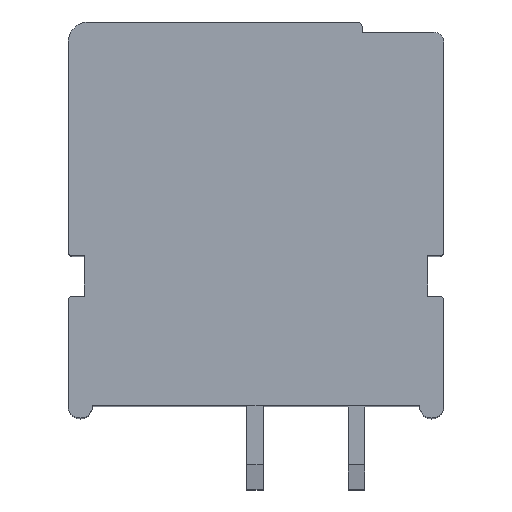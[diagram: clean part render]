
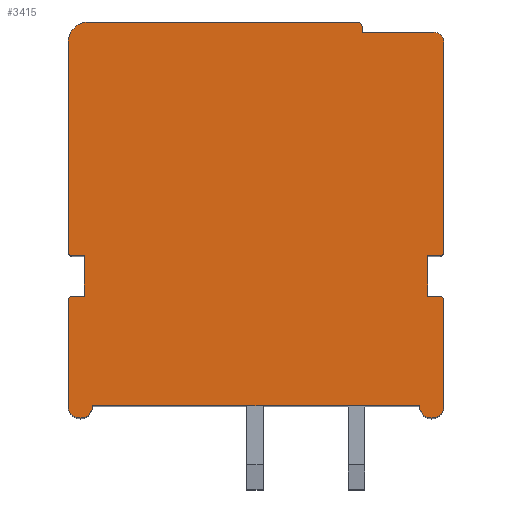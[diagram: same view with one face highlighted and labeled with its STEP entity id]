
A CAD part, top view. The second image highlights one B-rep face of the part: STEP entity #3415.
In plain terms, the highlighted planar face has unit normal (0, 0, 1).
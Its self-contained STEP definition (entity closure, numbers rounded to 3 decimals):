
#536=CARTESIAN_POINT('',(8.75,8.75,4.7));
#537=DIRECTION('',(0.,0.,1.));
#538=DIRECTION('',(1.,0.,0.));
#539=AXIS2_PLACEMENT_3D('',#536,#537,#538);
#541=DIRECTION('',(0.,1.,0.));
#542=VECTOR('',#541,10.3);
#543=CARTESIAN_POINT('',(9.25,-1.55,4.7));
#544=LINE('',#543,#542);
#545=CARTESIAN_POINT('',(9.05,-1.55,4.7));
#546=DIRECTION('',(0.,0.,1.));
#547=DIRECTION('',(0.,-1.,0.));
#548=AXIS2_PLACEMENT_3D('',#545,#546,#547);
#550=DIRECTION('',(1.,0.,0.));
#551=VECTOR('',#550,0.6);
#552=CARTESIAN_POINT('',(8.45,-1.75,4.7));
#553=LINE('',#552,#551);
#554=DIRECTION('',(0.,1.,0.));
#555=VECTOR('',#554,2.);
#556=CARTESIAN_POINT('',(8.45,-3.75,4.7));
#557=LINE('',#556,#555);
#558=DIRECTION('',(-1.,0.,0.));
#559=VECTOR('',#558,0.6);
#560=CARTESIAN_POINT('',(9.05,-3.75,4.7));
#561=LINE('',#560,#559);
#562=CARTESIAN_POINT('',(9.05,-3.95,4.7));
#563=DIRECTION('',(0.,0.,1.));
#564=DIRECTION('',(1.,0.,0.));
#565=AXIS2_PLACEMENT_3D('',#562,#563,#564);
#567=DIRECTION('',(0.,1.,0.));
#568=VECTOR('',#567,5.2);
#569=CARTESIAN_POINT('',(9.25,-9.15,4.7));
#570=LINE('',#569,#568);
#571=CARTESIAN_POINT('',(8.65,-9.15,4.7));
#572=DIRECTION('',(0.,0.,1.));
#573=DIRECTION('',(-1.,0.,0.));
#574=AXIS2_PLACEMENT_3D('',#571,#572,#573);
#576=DIRECTION('',(1.,0.,0.));
#577=VECTOR('',#576,16.1);
#578=CARTESIAN_POINT('',(-8.05,-9.15,4.7));
#579=LINE('',#578,#577);
#580=CARTESIAN_POINT('',(-8.65,-9.15,4.7));
#581=DIRECTION('',(0.,0.,1.));
#582=DIRECTION('',(-1.,0.,0.));
#583=AXIS2_PLACEMENT_3D('',#580,#581,#582);
#585=DIRECTION('',(0.,-1.,0.));
#586=VECTOR('',#585,5.2);
#587=CARTESIAN_POINT('',(-9.25,-3.95,4.7));
#588=LINE('',#587,#586);
#589=CARTESIAN_POINT('',(-9.05,-3.95,4.7));
#590=DIRECTION('',(0.,0.,1.));
#591=DIRECTION('',(0.,1.,0.));
#592=AXIS2_PLACEMENT_3D('',#589,#590,#591);
#594=DIRECTION('',(-1.,0.,0.));
#595=VECTOR('',#594,0.6);
#596=CARTESIAN_POINT('',(-8.45,-3.75,4.7));
#597=LINE('',#596,#595);
#598=DIRECTION('',(0.,-1.,0.));
#599=VECTOR('',#598,2.);
#600=CARTESIAN_POINT('',(-8.45,-1.75,4.7));
#601=LINE('',#600,#599);
#602=DIRECTION('',(1.,0.,0.));
#603=VECTOR('',#602,0.6);
#604=CARTESIAN_POINT('',(-9.05,-1.75,4.7));
#605=LINE('',#604,#603);
#606=CARTESIAN_POINT('',(-9.05,-1.55,4.7));
#607=DIRECTION('',(0.,0.,1.));
#608=DIRECTION('',(-1.,0.,0.));
#609=AXIS2_PLACEMENT_3D('',#606,#607,#608);
#611=DIRECTION('',(0.,-1.,0.));
#612=VECTOR('',#611,10.3);
#613=CARTESIAN_POINT('',(-9.25,8.75,4.7));
#614=LINE('',#613,#612);
#615=CARTESIAN_POINT('',(-8.25,8.75,4.7));
#616=DIRECTION('',(0.,0.,1.));
#617=DIRECTION('',(0.,1.,0.));
#618=AXIS2_PLACEMENT_3D('',#615,#616,#617);
#620=DIRECTION('',(-1.,0.,0.));
#621=VECTOR('',#620,13.2);
#622=CARTESIAN_POINT('',(4.95,9.75,4.7));
#623=LINE('',#622,#621);
#624=CARTESIAN_POINT('',(4.95,9.45,4.7));
#625=DIRECTION('',(0.,0.,1.));
#626=DIRECTION('',(1.,0.,0.));
#627=AXIS2_PLACEMENT_3D('',#624,#625,#626);
#629=DIRECTION('',(0.,1.,0.));
#630=VECTOR('',#629,0.2);
#631=CARTESIAN_POINT('',(5.25,9.25,4.7));
#632=LINE('',#631,#630);
#633=DIRECTION('',(-1.,0.,0.));
#634=VECTOR('',#633,3.5);
#635=CARTESIAN_POINT('',(8.75,9.25,4.7));
#636=LINE('',#635,#634);
#2153=CARTESIAN_POINT('',(9.25,8.75,4.7));
#2154=CARTESIAN_POINT('',(8.75,9.25,4.7));
#2155=VERTEX_POINT('',#2153);
#2156=VERTEX_POINT('',#2154);
#2157=CARTESIAN_POINT('',(5.25,9.25,4.7));
#2158=VERTEX_POINT('',#2157);
#2159=CARTESIAN_POINT('',(5.25,9.45,4.7));
#2160=VERTEX_POINT('',#2159);
#2161=CARTESIAN_POINT('',(4.95,9.75,4.7));
#2162=VERTEX_POINT('',#2161);
#2163=CARTESIAN_POINT('',(-8.25,9.75,4.7));
#2164=VERTEX_POINT('',#2163);
#2165=CARTESIAN_POINT('',(-9.25,8.75,4.7));
#2166=VERTEX_POINT('',#2165);
#2167=CARTESIAN_POINT('',(-9.25,-1.55,4.7));
#2168=VERTEX_POINT('',#2167);
#2169=CARTESIAN_POINT('',(-9.05,-1.75,4.7));
#2170=VERTEX_POINT('',#2169);
#2171=CARTESIAN_POINT('',(-8.45,-1.75,4.7));
#2172=VERTEX_POINT('',#2171);
#2173=CARTESIAN_POINT('',(-8.45,-3.75,4.7));
#2174=VERTEX_POINT('',#2173);
#2175=CARTESIAN_POINT('',(-9.05,-3.75,4.7));
#2176=VERTEX_POINT('',#2175);
#2177=CARTESIAN_POINT('',(-9.25,-3.95,4.7));
#2178=VERTEX_POINT('',#2177);
#2179=CARTESIAN_POINT('',(-9.25,-9.15,4.7));
#2180=VERTEX_POINT('',#2179);
#2181=CARTESIAN_POINT('',(-8.05,-9.15,4.7));
#2182=VERTEX_POINT('',#2181);
#2183=CARTESIAN_POINT('',(8.05,-9.15,4.7));
#2184=VERTEX_POINT('',#2183);
#2185=CARTESIAN_POINT('',(9.25,-9.15,4.7));
#2186=VERTEX_POINT('',#2185);
#2187=CARTESIAN_POINT('',(9.25,-3.95,4.7));
#2188=VERTEX_POINT('',#2187);
#2189=CARTESIAN_POINT('',(9.05,-3.75,4.7));
#2190=VERTEX_POINT('',#2189);
#2191=CARTESIAN_POINT('',(8.45,-3.75,4.7));
#2192=VERTEX_POINT('',#2191);
#2193=CARTESIAN_POINT('',(8.45,-1.75,4.7));
#2194=VERTEX_POINT('',#2193);
#2195=CARTESIAN_POINT('',(9.05,-1.75,4.7));
#2196=VERTEX_POINT('',#2195);
#2197=CARTESIAN_POINT('',(9.25,-1.55,4.7));
#2198=VERTEX_POINT('',#2197);
#3385=CARTESIAN_POINT('',(0.,0.,4.7));
#3386=DIRECTION('',(0.,0.,1.));
#3387=DIRECTION('',(1.,0.,0.));
#3388=AXIS2_PLACEMENT_3D('',#3385,#3386,#3387);
#3389=PLANE('',#3388);
#3390=ORIENTED_EDGE('',*,*,#2841,.F.);
#3391=ORIENTED_EDGE('',*,*,#2856,.F.);
#3392=ORIENTED_EDGE('',*,*,#2870,.F.);
#3393=ORIENTED_EDGE('',*,*,#2884,.F.);
#3394=ORIENTED_EDGE('',*,*,#2898,.F.);
#3395=ORIENTED_EDGE('',*,*,#2912,.F.);
#3396=ORIENTED_EDGE('',*,*,#2926,.F.);
#3397=ORIENTED_EDGE('',*,*,#2940,.F.);
#3398=ORIENTED_EDGE('',*,*,#2954,.F.);
#3399=ORIENTED_EDGE('',*,*,#2968,.F.);
#3400=ORIENTED_EDGE('',*,*,#3082,.F.);
#3401=ORIENTED_EDGE('',*,*,#3096,.F.);
#3402=ORIENTED_EDGE('',*,*,#3110,.F.);
#3403=ORIENTED_EDGE('',*,*,#3124,.F.);
#3404=ORIENTED_EDGE('',*,*,#3138,.F.);
#3405=ORIENTED_EDGE('',*,*,#3152,.F.);
#3406=ORIENTED_EDGE('',*,*,#3166,.F.);
#3407=ORIENTED_EDGE('',*,*,#3180,.F.);
#3408=ORIENTED_EDGE('',*,*,#3194,.F.);
#3409=ORIENTED_EDGE('',*,*,#3208,.F.);
#3410=ORIENTED_EDGE('',*,*,#3302,.F.);
#3411=ORIENTED_EDGE('',*,*,#3316,.F.);
#3412=ORIENTED_EDGE('',*,*,#3329,.F.);
#3413=EDGE_LOOP('',(#3390,#3391,#3392,#3393,#3394,#3395,#3396,#3397,#3398,#3399,
#3400,#3401,#3402,#3403,#3404,#3405,#3406,#3407,#3408,#3409,#3410,#3411,#3412));
#3414=FACE_OUTER_BOUND('',#3413,.F.);
#540=CIRCLE('',#539,0.5);
#549=CIRCLE('',#548,0.2);
#566=CIRCLE('',#565,0.2);
#575=CIRCLE('',#574,0.6);
#584=CIRCLE('',#583,0.6);
#593=CIRCLE('',#592,0.2);
#610=CIRCLE('',#609,0.2);
#619=CIRCLE('',#618,1.);
#628=CIRCLE('',#627,0.3);
#2841=EDGE_CURVE('',#2155,#2156,#540,.T.);
#2856=EDGE_CURVE('',#2198,#2155,#544,.T.);
#2870=EDGE_CURVE('',#2196,#2198,#549,.T.);
#2884=EDGE_CURVE('',#2194,#2196,#553,.T.);
#2898=EDGE_CURVE('',#2192,#2194,#557,.T.);
#2912=EDGE_CURVE('',#2190,#2192,#561,.T.);
#2926=EDGE_CURVE('',#2188,#2190,#566,.T.);
#2940=EDGE_CURVE('',#2186,#2188,#570,.T.);
#2954=EDGE_CURVE('',#2184,#2186,#575,.T.);
#2968=EDGE_CURVE('',#2182,#2184,#579,.T.);
#3082=EDGE_CURVE('',#2180,#2182,#584,.T.);
#3096=EDGE_CURVE('',#2178,#2180,#588,.T.);
#3110=EDGE_CURVE('',#2176,#2178,#593,.T.);
#3124=EDGE_CURVE('',#2174,#2176,#597,.T.);
#3138=EDGE_CURVE('',#2172,#2174,#601,.T.);
#3152=EDGE_CURVE('',#2170,#2172,#605,.T.);
#3166=EDGE_CURVE('',#2168,#2170,#610,.T.);
#3180=EDGE_CURVE('',#2166,#2168,#614,.T.);
#3194=EDGE_CURVE('',#2164,#2166,#619,.T.);
#3208=EDGE_CURVE('',#2162,#2164,#623,.T.);
#3302=EDGE_CURVE('',#2160,#2162,#628,.T.);
#3316=EDGE_CURVE('',#2158,#2160,#632,.T.);
#3329=EDGE_CURVE('',#2156,#2158,#636,.T.);
#3415=ADVANCED_FACE('',(#3414),#3389,.T.);
